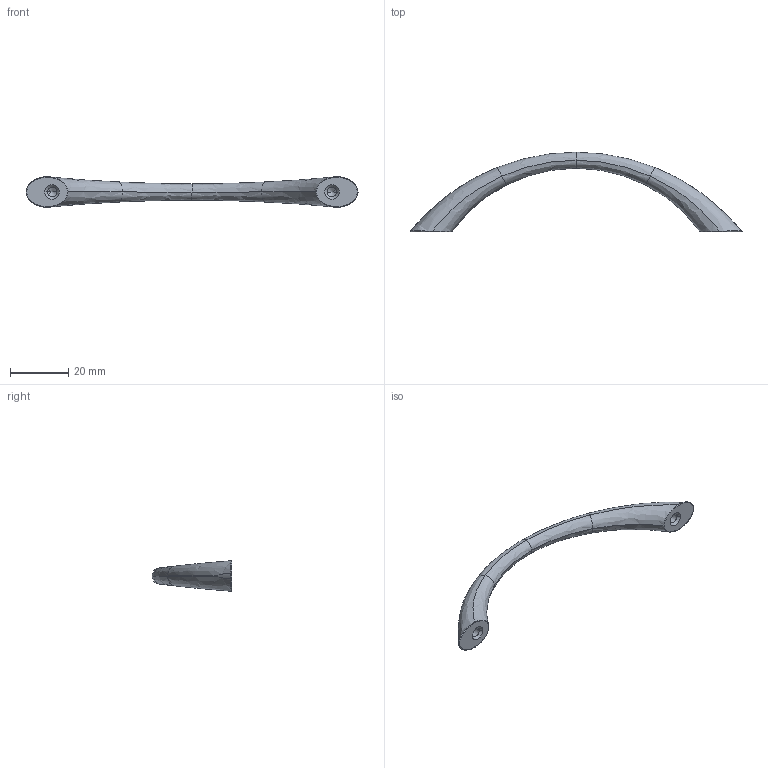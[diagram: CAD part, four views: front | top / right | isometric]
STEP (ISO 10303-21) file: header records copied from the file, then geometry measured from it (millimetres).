
FILE_DESCRIPTION(('Creo Elements/Direct Modeling STEP Export'),'2;1');
FILE_NAME('1042-115.stp','2022-03-17T14:14:51',(''),(''),'Creo Elements/Direct Modeling STEP processor for AP214 (Solid Model)','Creo Elements/Direct Modeling 20.0 12-Nov-2016 (C) Parametric Technology GmbH','');
FILE_SCHEMA(('AUTOMOTIVE_DESIGN { 1 0 10303 214 1 1 1 1 }'));
Length unit declared in the file: millimetre
Products named in the file (1): 1042-115
Bounding box: 113.95 x 27.3 x 10.49 mm (x, y, z)
Volume: 5171.8 mm3; surface area: 3052.8 mm2
Topology: 1 solids, 1 shells, 50 faces, 118 edges, 64 vertices
Faces by surface type: bspline 30, cylinder 8, cone 8, plane 4
Entity records: 8808 total; most frequent: CARTESIAN_POINT 7955, ORIENTED_EDGE 216, EDGE_CURVE 108, DIRECTION 78, VERTEX_POINT 64, B_SPLINE_CURVE_WITH_KNOTS 62, EDGE_LOOP 54, FACE_OUTER_BOUND 50
